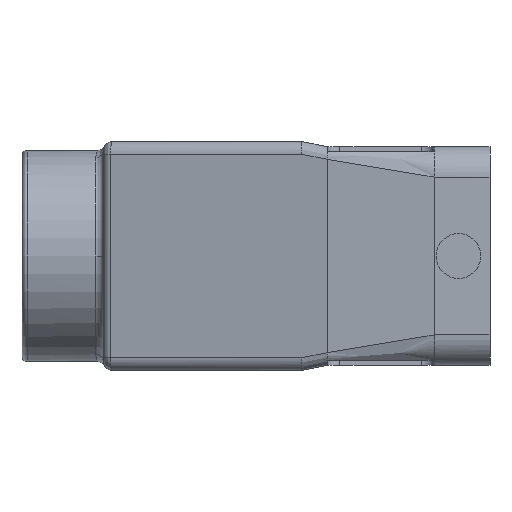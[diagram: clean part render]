
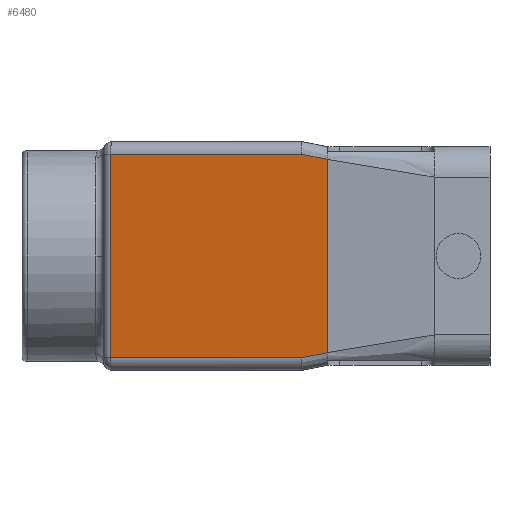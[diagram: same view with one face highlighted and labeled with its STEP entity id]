
A CAD part, left-side view. The second image highlights one B-rep face of the part: STEP entity #6480.
In plain terms, the highlighted planar face has unit normal (-0.982, 0.191, 0).
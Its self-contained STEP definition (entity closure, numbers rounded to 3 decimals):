
#262 = DIRECTION ( 'NONE',  ( -0.191, -0.982, 0. ) ) ;
#396 = EDGE_CURVE ( 'NONE', #5999, #4506, #9828, .T. ) ;
#796 = ORIENTED_EDGE ( 'NONE', *, *, #2554, .T. ) ;
#840 = ORIENTED_EDGE ( 'NONE', *, *, #5059, .T. ) ;
#1352 = DIRECTION ( 'NONE',  ( -0.982, 0.191, 0. ) ) ;
#1529 = DIRECTION ( 'NONE',  ( 0., 0., -1. ) ) ;
#1908 = CARTESIAN_POINT ( 'NONE',  ( -43.78, 5., 20. ) ) ;
#1998 = LINE ( 'NONE', #10049, #9819 ) ;
#2277 = VECTOR ( 'NONE', #3525, 1000. ) ;
#2344 = CARTESIAN_POINT ( 'NONE',  ( -36.199, 44., 0. ) ) ;
#2440 = FACE_OUTER_BOUND ( 'NONE', #5884, .T. ) ;
#2554 = EDGE_CURVE ( 'NONE', #3508, #2631, #7626, .T. ) ;
#2631 = VERTEX_POINT ( 'NONE', #1908 ) ;
#2749 = DIRECTION ( 'NONE',  ( 0.187, 0.963, 0.193 ) ) ;
#3324 = CARTESIAN_POINT ( 'NONE',  ( -36.474, 42.584, 20. ) ) ;
#3395 = VECTOR ( 'NONE', #1529, 1000. ) ;
#3508 = VERTEX_POINT ( 'NONE', #11238 ) ;
#3525 = DIRECTION ( 'NONE',  ( -0.187, -0.963, 0.193 ) ) ;
#3834 = LINE ( 'NONE', #8645, #2277 ) ;
#4031 = VERTEX_POINT ( 'NONE', #7531 ) ;
#4322 = ORIENTED_EDGE ( 'NONE', *, *, #4848, .F. ) ;
#4506 = VERTEX_POINT ( 'NONE', #8201 ) ;
#4848 = EDGE_CURVE ( 'NONE', #3508, #4031, #12267, .T. ) ;
#4937 = VERTEX_POINT ( 'NONE', #3324 ) ;
#5059 = EDGE_CURVE ( 'NONE', #4937, #5999, #7238, .T. ) ;
#5884 = EDGE_LOOP ( 'NONE', ( #840, #8964, #10411, #4322, #796, #10197 ) ) ;
#5999 = VERTEX_POINT ( 'NONE', #9443 ) ;
#6480 = ADVANCED_FACE ( 'NONE', ( #2440 ), #7225, .T. ) ;
#6665 = EDGE_CURVE ( 'NONE', #4506, #4031, #3834, .T. ) ;
#7154 = DIRECTION ( 'NONE',  ( 0.191, 0.982, 0. ) ) ;
#7225 = PLANE ( 'NONE',  #8646 ) ;
#7238 = LINE ( 'NONE', #12382, #10310 ) ;
#7414 = CARTESIAN_POINT ( 'NONE',  ( -44.752, 0., 8.625 ) ) ;
#7531 = CARTESIAN_POINT ( 'NONE',  ( -44.752, 0., -19. ) ) ;
#7626 = LINE ( 'NONE', #11603, #11432 ) ;
#8201 = CARTESIAN_POINT ( 'NONE',  ( -43.78, 5., -20. ) ) ;
#8645 = CARTESIAN_POINT ( 'NONE',  ( -44.266, 2.5, -19.5 ) ) ;
#8646 = AXIS2_PLACEMENT_3D ( 'NONE', #2344, #1352, #262 ) ;
#8964 = ORIENTED_EDGE ( 'NONE', *, *, #396, .T. ) ;
#9443 = CARTESIAN_POINT ( 'NONE',  ( -36.474, 42.584, -20. ) ) ;
#9819 = VECTOR ( 'NONE', #7154, 1000. ) ;
#9828 = LINE ( 'NONE', #10989, #10131 ) ;
#10049 = CARTESIAN_POINT ( 'NONE',  ( -36.199, 44., 20. ) ) ;
#10131 = VECTOR ( 'NONE', #11029, 1000. ) ;
#10197 = ORIENTED_EDGE ( 'NONE', *, *, #11310, .T. ) ;
#10310 = VECTOR ( 'NONE', #10541, 1000. ) ;
#10411 = ORIENTED_EDGE ( 'NONE', *, *, #6665, .T. ) ;
#10541 = DIRECTION ( 'NONE',  ( 0., 0., -1. ) ) ;
#10989 = CARTESIAN_POINT ( 'NONE',  ( -36.199, 44., -20. ) ) ;
#11029 = DIRECTION ( 'NONE',  ( -0.191, -0.982, 0. ) ) ;
#11238 = CARTESIAN_POINT ( 'NONE',  ( -44.752, 0., 19. ) ) ;
#11310 = EDGE_CURVE ( 'NONE', #2631, #4937, #1998, .T. ) ;
#11432 = VECTOR ( 'NONE', #2749, 1000. ) ;
#11603 = CARTESIAN_POINT ( 'NONE',  ( -44.752, 0., 19. ) ) ;
#12267 = LINE ( 'NONE', #7414, #3395 ) ;
#12382 = CARTESIAN_POINT ( 'NONE',  ( -36.474, 42.584, 0. ) ) ;
